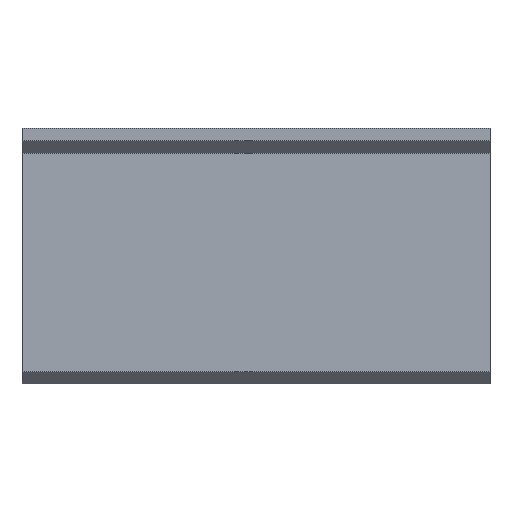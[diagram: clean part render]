
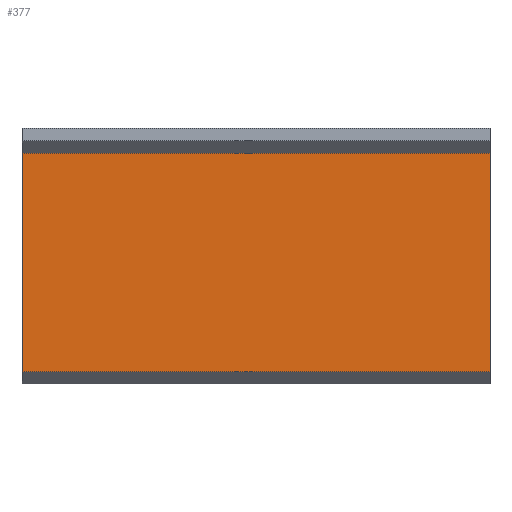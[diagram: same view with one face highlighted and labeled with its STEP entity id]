
A CAD part, front view. The second image highlights one B-rep face of the part: STEP entity #377.
In plain terms, the highlighted planar face has unit normal (0, -1, 0).
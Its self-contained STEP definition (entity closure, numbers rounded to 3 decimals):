
#103 = VERTEX_POINT('',#104);
#104 = CARTESIAN_POINT('',(45.77,0.,45.1));
#110 = EDGE_CURVE('',#111,#103,#113,.T.);
#111 = VERTEX_POINT('',#112);
#112 = CARTESIAN_POINT('',(45.77,-0.,2.4));
#113 = LINE('',#114,#115);
#114 = CARTESIAN_POINT('',(45.77,0.,0.));
#115 = VECTOR('',#116,1.);
#116 = DIRECTION('',(0.,0.,1.));
#358 = VERTEX_POINT('',#359);
#359 = CARTESIAN_POINT('',(-45.77,-0.,2.4));
#367 = EDGE_CURVE('',#358,#111,#368,.T.);
#368 = LINE('',#369,#370);
#369 = CARTESIAN_POINT('',(-45.77,0.,2.4));
#370 = VECTOR('',#371,1.);
#371 = DIRECTION('',(1.,0.,0.));
#377 = ADVANCED_FACE('',(#378),#396,.F.);
#378 = FACE_BOUND('',#379,.F.);
#379 = EDGE_LOOP('',(#380,#381,#382,#390));
#380 = ORIENTED_EDGE('',*,*,#110,.F.);
#381 = ORIENTED_EDGE('',*,*,#367,.F.);
#382 = ORIENTED_EDGE('',*,*,#383,.T.);
#383 = EDGE_CURVE('',#358,#384,#386,.T.);
#384 = VERTEX_POINT('',#385);
#385 = CARTESIAN_POINT('',(-45.77,0.,45.1));
#386 = LINE('',#387,#388);
#387 = CARTESIAN_POINT('',(-45.77,0.,0.));
#388 = VECTOR('',#389,1.);
#389 = DIRECTION('',(0.,0.,1.));
#390 = ORIENTED_EDGE('',*,*,#391,.T.);
#391 = EDGE_CURVE('',#384,#103,#392,.T.);
#392 = LINE('',#393,#394);
#393 = CARTESIAN_POINT('',(-45.77,0.,45.1));
#394 = VECTOR('',#395,1.);
#395 = DIRECTION('',(1.,0.,0.));
#396 = PLANE('',#397);
#397 = AXIS2_PLACEMENT_3D('',#398,#399,#400);
#398 = CARTESIAN_POINT('',(-45.77,0.,0.));
#399 = DIRECTION('',(0.,1.,0.));
#400 = DIRECTION('',(1.,0.,0.));
